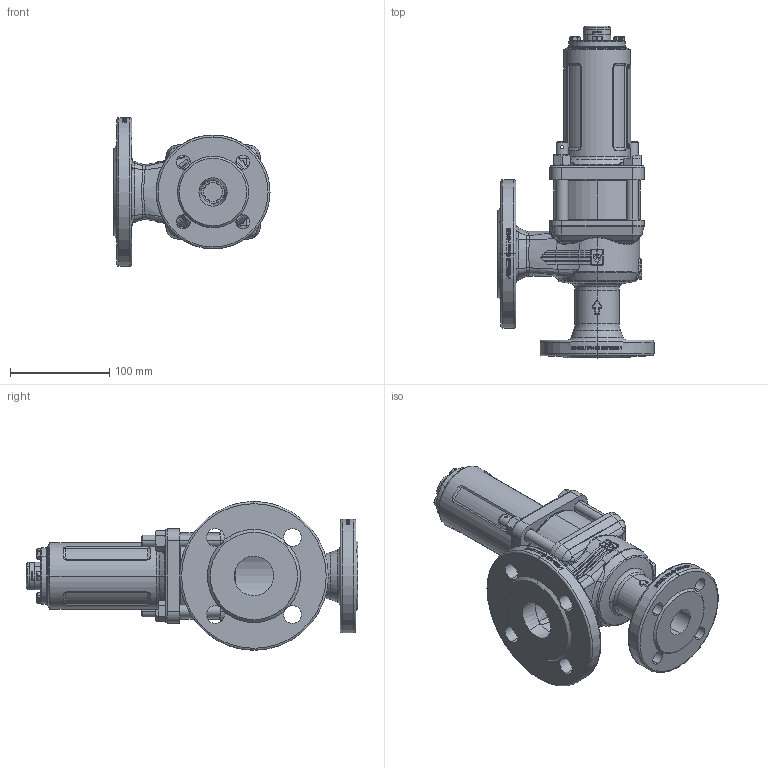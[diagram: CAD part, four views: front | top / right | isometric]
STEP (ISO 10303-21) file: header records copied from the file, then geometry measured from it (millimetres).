
FILE_DESCRIPTION (( 'STEP AP214' ), '1' );
FILE_NAME ('455TBGFO_25_FLFL_2540_MD.STEP', '2020-07-09T07:45:03', ( '' ), ( '' ), 'SwSTEP 2.0', 'SolidWorks 2018', '' );
FILE_SCHEMA (( 'AUTOMOTIVE_DESIGN' ));
Length unit declared in the file: millimetre
Products named in the file (2): 455TBGFO_25_FLFL_2540_MD
Bounding box: 157.5 x 335 x 150 mm (x, y, z)
Volume: 1056585.5 mm3; surface area: 284554.5 mm2
Topology: 16 solids, 16 shells, 1704 faces, 4775 edges, 3267 vertices
Faces by surface type: bspline 536, plane 471, cylinder 459, cone 162, torus 65, sphere 11
Entity records: 135798 total; most frequent: CARTESIAN_POINT 76629, ORIENTED_EDGE 9490, DIRECTION 6805, EDGE_CURVE 4745, VERTEX_POINT 3266, AXIS2_PLACEMENT_3D 2703, EDGE_LOOP 1959, B_SPLINE_CURVE_WITH_KNOTS 1795
